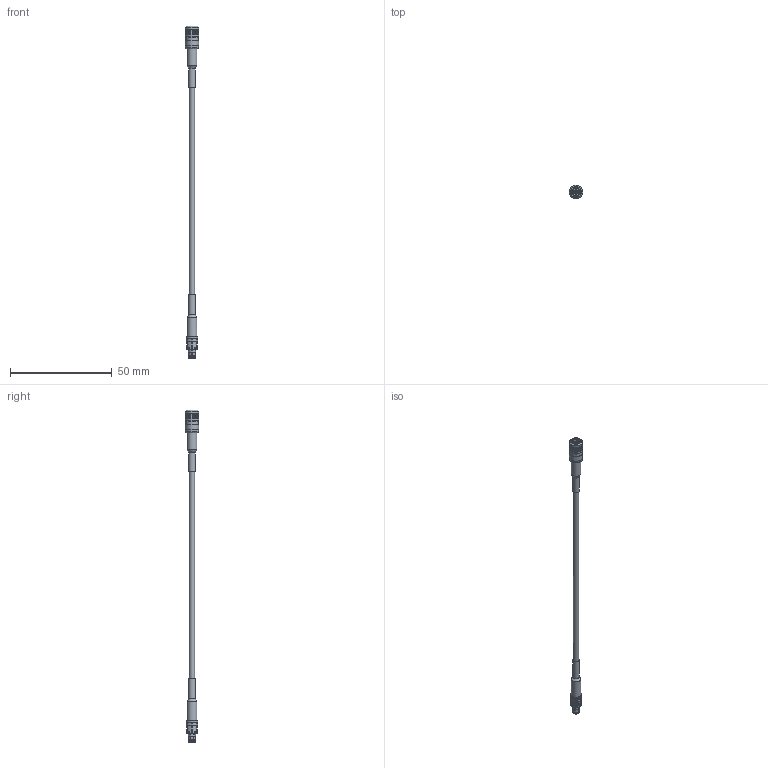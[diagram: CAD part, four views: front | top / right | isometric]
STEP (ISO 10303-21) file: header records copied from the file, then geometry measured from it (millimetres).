
FILE_DESCRIPTION (( 'STEP AP203' ), '1' );
FILE_NAME ('FMC0716315_3D.step', '2020-06-11T14:47:32', ( '' ), ( '' ), 'SwSTEP 2.0', 'SolidWorks 2018', '' );
FILE_SCHEMA (( 'CONFIG_CONTROL_DESIGN' ));
Length unit declared in the file: inch
Products named in the file (4): Coax Cable^FMC0716315_RG174; FMC0716315_3D; SC9413A^FMC0716315_Heat Shrink; SC8841^FMC0716315_Heat Shrink
Assembly tree (3 placements, depth 2):
  FMC0716315_3D
    Coax Cable^FMC0716315_RG174
    SC8841^FMC0716315_Heat Shrink
    SC9413A^FMC0716315_Heat Shrink
Bounding box: 6.5 x 6.5 x 162.98 mm (x, y, z)
Volume: 1518.4 mm3; surface area: 2075 mm2
Topology: 3 solids, 3 shells, 162 faces, 388 edges, 249 vertices
Faces by surface type: plane 71, cylinder 52, cone 24, bspline 9, torus 6
Full cylindrical faces by diameter (mm): 0.508 x2, 0.66 x1, 2.032 x2, 2.591 x1, 3.251 x2, 3.498 x1, 3.607 x1, 4.013 x1, 4.115 x1, 4.75 x1, 4.762 x1, 5.027 x4, 5.573 x4, 6.099 x1, 6.5 x5
Entity records: 5240 total; most frequent: CARTESIAN_POINT 1268, DIRECTION 760, ORIENTED_EDGE 676, EDGE_CURVE 338, AXIS2_PLACEMENT_3D 314, VERTEX_POINT 242, EDGE_LOOP 222, FACE_OUTER_BOUND 199
